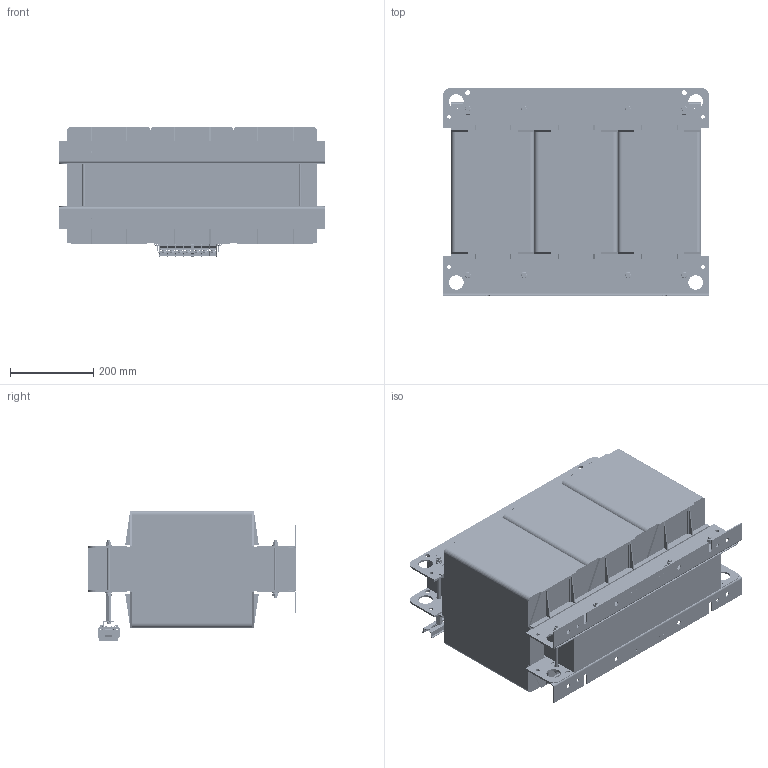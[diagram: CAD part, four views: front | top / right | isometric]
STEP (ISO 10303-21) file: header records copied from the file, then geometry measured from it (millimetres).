
FILE_DESCRIPTION(/* description */ (''),/* implementation_level */ '2;1');
FILE_NAME(/* name */ 'TTX40.stp',/* time_stamp */ '2023-11-15T10:41:49+01:00',/* author */ ('amr'),/* organization */ (''),/* preprocessor_version */ 'ST-DEVELOPER v16.13',/* originating_system */ 'Autodesk Inventor 2018',/* authorisation */ '');
FILE_SCHEMA (('AUTOMOTIVE_DESIGN { 1 0 10303 214 3 1 1 }'));
Products named in the file (1): TTX40_V2
Bounding box: 640 x 500 x 314.1 mm (x, y, z)
Volume: 61179570.6 mm3; surface area: 4970092.3 mm2
Topology: 142 solids, 142 shells, 8153 faces, 18597 edges, 10671 vertices
Faces by surface type: cylinder 3256, plane 2799, torus 984, sphere 764, cone 308, bspline 42
Full cylindrical faces by diameter (mm): 3 x4, 3.5 x28, 3.92 x4, 3.95 x7, 4.2 x4, 4.25 x9, 4.45 x14, 4.5 x40, 4.917 x2, 5 x14, 5.3 x14, 5.85 x14, 6 x2, 6.43 x14, 6.647 x18, 7.7 x14, 8 x22, 8.4 x18, 8.88 x2, 9 x20, 10 x14, 11.25 x8, 11.5 x10, 12 x52, 16 x18, 35 x16
Entity records: 231364 total; most frequent: DIRECTION 41561, CARTESIAN_POINT 39530, ORIENTED_EDGE 35574, EDGE_CURVE 17787, AXIS2_PLACEMENT_3D 16074, VERTEX_POINT 10629, EDGE_LOOP 9490, LINE 9413
